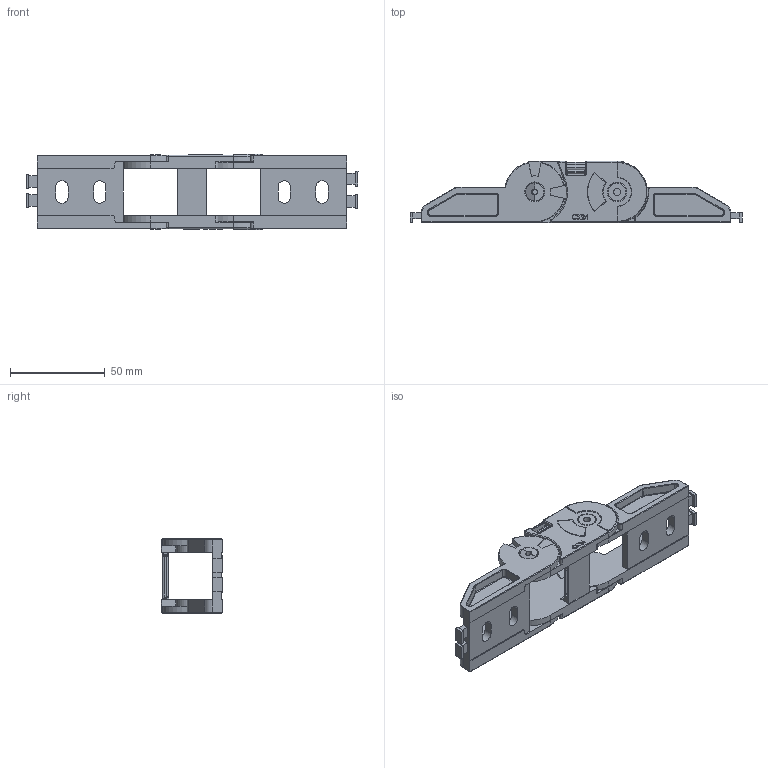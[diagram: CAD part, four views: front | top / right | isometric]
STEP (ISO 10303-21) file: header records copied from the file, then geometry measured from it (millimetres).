
FILE_DESCRIPTION (( 'STEP AP214' ), '1' );
FILE_NAME ('CK24-A025-AYAK.STEP', '2019-09-16T07:56:19', ( '' ), ( '' ), 'SwSTEP 2.0', 'SolidWorks 2017', '' );
FILE_SCHEMA (( 'AUTOMOTIVE_DESIGN' ));
Length unit declared in the file: millimetre
Products named in the file (1): CK24-A025-AYAK
Bounding box: 175.5 x 32.5 x 40 mm (x, y, z)
Volume: 53402.2 mm3; surface area: 36512.2 mm2
Topology: 4 solids, 4 shells, 944 faces, 2393 edges, 1477 vertices
Faces by surface type: plane 379, cylinder 320, torus 134, bspline 83, sphere 28
Entity records: 32523 total; most frequent: CARTESIAN_POINT 9890, ORIENTED_EDGE 4754, DIRECTION 4725, EDGE_CURVE 2377, AXIS2_PLACEMENT_3D 1684, VERTEX_POINT 1477, VECTOR 1357, LINE 1357
